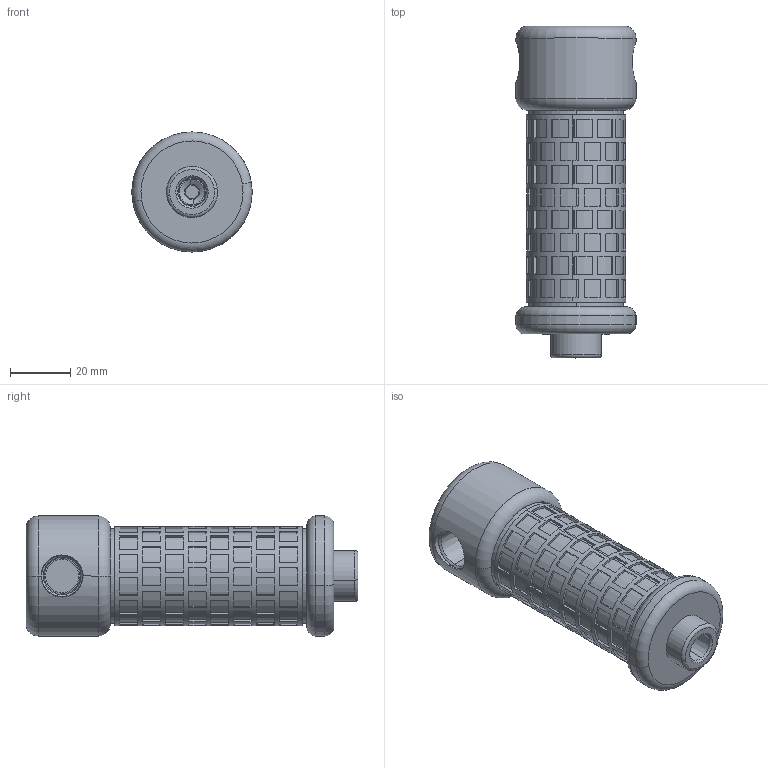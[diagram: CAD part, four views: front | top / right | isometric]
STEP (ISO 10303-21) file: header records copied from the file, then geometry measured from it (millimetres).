
FILE_DESCRIPTION (( 'STEP AP214' ), '1' );
FILE_NAME ('127G GA.STEP', '2016-12-02T09:16:50', ( '' ), ( '' ), 'SwSTEP 2.0', 'SolidWorks 2017', '' );
FILE_SCHEMA (( 'AUTOMOTIVE_DESIGN' ));
Length unit declared in the file: millimetre
Products named in the file (6): 127G Tie-rod; 127G Bowl Guard; 127G Bowl; 127G Base; 127G Head; 127G GA
Assembly tree (5 placements, depth 2):
  127G GA
    127G Head
    127G Base
    127G Bowl
    127G Bowl Guard
    127G Tie-rod
Bounding box: 40 x 110.5 x 40 mm (x, y, z)
Volume: 59592.8 mm3; surface area: 35332.5 mm2
Topology: 5 solids, 5 shells, 875 faces, 2563 edges, 1686 vertices
Faces by surface type: plane 457, cylinder 341, cone 45, torus 20, bspline 12
Entity records: 35089 total; most frequent: CARTESIAN_POINT 11865, ORIENTED_EDGE 5118, DIRECTION 4275, EDGE_CURVE 2559, VERTEX_POINT 1686, AXIS2_PLACEMENT_3D 1492, VECTOR 1291, LINE 1291
